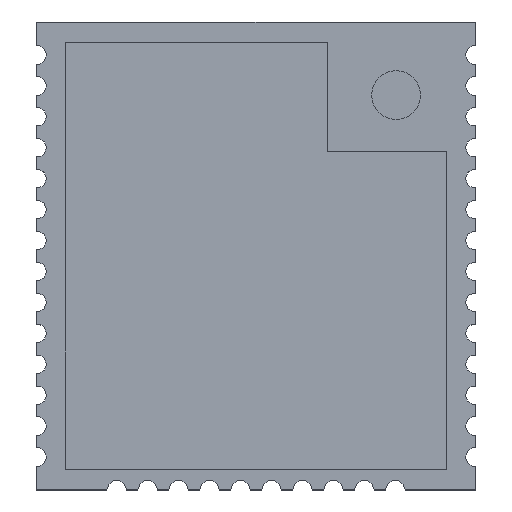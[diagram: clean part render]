
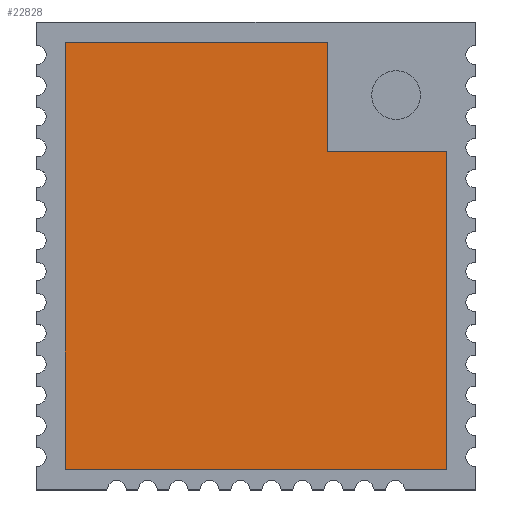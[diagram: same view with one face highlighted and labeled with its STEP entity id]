
A CAD part, top view. The second image highlights one B-rep face of the part: STEP entity #22828.
In plain terms, the highlighted planar face has unit normal (0, 0, 1).
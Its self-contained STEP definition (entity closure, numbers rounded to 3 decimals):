
#9897 = PLANE('',#9898);
#9898 = AXIS2_PLACEMENT_3D('',#9899,#9900,#9901);
#9899 = CARTESIAN_POINT('',(-7.825,-8.75,0.6));
#9900 = DIRECTION('',(0.,1.,0.));
#9901 = DIRECTION('',(0.,0.,1.));
#9923 = PLANE('',#9924);
#9924 = AXIS2_PLACEMENT_3D('',#9925,#9926,#9927);
#9925 = CARTESIAN_POINT('',(-7.825,-8.75,0.6));
#9926 = DIRECTION('',(1.,0.,0.));
#9927 = DIRECTION('',(0.,0.,1.));
#9949 = PLANE('',#9950);
#9950 = AXIS2_PLACEMENT_3D('',#9951,#9952,#9953);
#9951 = CARTESIAN_POINT('',(-7.825,8.75,0.6));
#9952 = DIRECTION('',(0.,1.,0.));
#9953 = DIRECTION('',(0.,0.,1.));
#9975 = PLANE('',#9976);
#9976 = AXIS2_PLACEMENT_3D('',#9977,#9978,#9979);
#9977 = CARTESIAN_POINT('',(2.925,4.3,0.7));
#9978 = DIRECTION('',(1.,0.,0.));
#9979 = DIRECTION('',(0.,0.,1.));
#10001 = PLANE('',#10002);
#10002 = AXIS2_PLACEMENT_3D('',#10003,#10004,#10005);
#10003 = CARTESIAN_POINT('',(2.925,4.3,0.7));
#10004 = DIRECTION('',(0.,1.,0.));
#10005 = DIRECTION('',(0.,0.,1.));
#10025 = PLANE('',#10026);
#10026 = AXIS2_PLACEMENT_3D('',#10027,#10028,#10029);
#10027 = CARTESIAN_POINT('',(7.825,-8.75,0.6));
#10028 = DIRECTION('',(1.,0.,0.));
#10029 = DIRECTION('',(0.,0.,1.));
#22279 = VERTEX_POINT('',#22280);
#22280 = CARTESIAN_POINT('',(7.825,-8.75,3.2));
#22303 = VERTEX_POINT('',#22304);
#22304 = CARTESIAN_POINT('',(-7.825,-8.75,3.2));
#22325 = EDGE_CURVE('',#22303,#22279,#22326,.T.);
#22326 = SURFACE_CURVE('',#22327,(#22331,#22338),.PCURVE_S1.);
#22327 = LINE('',#22328,#22329);
#22328 = CARTESIAN_POINT('',(-7.825,-8.75,3.2));
#22329 = VECTOR('',#22330,1.);
#22330 = DIRECTION('',(1.,0.,0.));
#22331 = PCURVE('',#9897,#22332);
#22332 = DEFINITIONAL_REPRESENTATION('',(#22333),#22337);
#22333 = LINE('',#22334,#22335);
#22334 = CARTESIAN_POINT('',(2.6,0.));
#22335 = VECTOR('',#22336,1.);
#22336 = DIRECTION('',(0.,1.));
#22337 = ( GEOMETRIC_REPRESENTATION_CONTEXT(2) 
PARAMETRIC_REPRESENTATION_CONTEXT() REPRESENTATION_CONTEXT('2D SPACE',''
  ) );
#22338 = PCURVE('',#22339,#22344);
#22339 = PLANE('',#22340);
#22340 = AXIS2_PLACEMENT_3D('',#22341,#22342,#22343);
#22341 = CARTESIAN_POINT('',(-7.825,-8.75,3.2));
#22342 = DIRECTION('',(0.,0.,1.));
#22343 = DIRECTION('',(1.,0.,0.));
#22344 = DEFINITIONAL_REPRESENTATION('',(#22345),#22349);
#22345 = LINE('',#22346,#22347);
#22346 = CARTESIAN_POINT('',(0.,0.));
#22347 = VECTOR('',#22348,1.);
#22348 = DIRECTION('',(1.,0.));
#22349 = ( GEOMETRIC_REPRESENTATION_CONTEXT(2) 
PARAMETRIC_REPRESENTATION_CONTEXT() REPRESENTATION_CONTEXT('2D SPACE',''
  ) );
#22354 = EDGE_CURVE('',#22279,#22355,#22357,.T.);
#22355 = VERTEX_POINT('',#22356);
#22356 = CARTESIAN_POINT('',(7.825,4.3,3.2));
#22357 = SURFACE_CURVE('',#22358,(#22362,#22369),.PCURVE_S1.);
#22358 = LINE('',#22359,#22360);
#22359 = CARTESIAN_POINT('',(7.825,-8.75,3.2));
#22360 = VECTOR('',#22361,1.);
#22361 = DIRECTION('',(0.,1.,0.));
#22362 = PCURVE('',#10025,#22363);
#22363 = DEFINITIONAL_REPRESENTATION('',(#22364),#22368);
#22364 = LINE('',#22365,#22366);
#22365 = CARTESIAN_POINT('',(2.6,0.));
#22366 = VECTOR('',#22367,1.);
#22367 = DIRECTION('',(0.,-1.));
#22368 = ( GEOMETRIC_REPRESENTATION_CONTEXT(2) 
PARAMETRIC_REPRESENTATION_CONTEXT() REPRESENTATION_CONTEXT('2D SPACE',''
  ) );
#22369 = PCURVE('',#22339,#22370);
#22370 = DEFINITIONAL_REPRESENTATION('',(#22371),#22375);
#22371 = LINE('',#22372,#22373);
#22372 = CARTESIAN_POINT('',(15.65,0.));
#22373 = VECTOR('',#22374,1.);
#22374 = DIRECTION('',(0.,1.));
#22375 = ( GEOMETRIC_REPRESENTATION_CONTEXT(2) 
PARAMETRIC_REPRESENTATION_CONTEXT() REPRESENTATION_CONTEXT('2D SPACE',''
  ) );
#22403 = VERTEX_POINT('',#22404);
#22404 = CARTESIAN_POINT('',(2.925,4.3,3.2));
#22425 = EDGE_CURVE('',#22355,#22403,#22426,.T.);
#22426 = SURFACE_CURVE('',#22427,(#22431,#22437),.PCURVE_S1.);
#22427 = LINE('',#22428,#22429);
#22428 = CARTESIAN_POINT('',(-2.45,4.3,3.2));
#22429 = VECTOR('',#22430,1.);
#22430 = DIRECTION('',(-1.,0.,0.));
#22431 = PCURVE('',#10001,#22432);
#22432 = DEFINITIONAL_REPRESENTATION('',(#22433),#22436);
#22433 = B_SPLINE_CURVE_WITH_KNOTS('',1,(#22434,#22435),.UNSPECIFIED.,
  .F.,.F.,(2,2),(-10.787,-4.883),.PIECEWISE_BEZIER_KNOTS.);
#22434 = CARTESIAN_POINT('',(2.5,5.412));
#22435 = CARTESIAN_POINT('',(2.5,-0.492));
#22436 = ( GEOMETRIC_REPRESENTATION_CONTEXT(2) 
PARAMETRIC_REPRESENTATION_CONTEXT() REPRESENTATION_CONTEXT('2D SPACE',''
  ) );
#22437 = PCURVE('',#22339,#22438);
#22438 = DEFINITIONAL_REPRESENTATION('',(#22439),#22442);
#22439 = B_SPLINE_CURVE_WITH_KNOTS('',1,(#22440,#22441),.UNSPECIFIED.,
  .F.,.F.,(2,2),(-10.787,-4.883),.PIECEWISE_BEZIER_KNOTS.);
#22440 = CARTESIAN_POINT('',(16.162,13.05));
#22441 = CARTESIAN_POINT('',(10.258,13.05));
#22442 = ( GEOMETRIC_REPRESENTATION_CONTEXT(2) 
PARAMETRIC_REPRESENTATION_CONTEXT() REPRESENTATION_CONTEXT('2D SPACE',''
  ) );
#22451 = VERTEX_POINT('',#22452);
#22452 = CARTESIAN_POINT('',(2.925,8.75,3.2));
#22471 = EDGE_CURVE('',#22403,#22451,#22472,.T.);
#22472 = SURFACE_CURVE('',#22473,(#22477,#22483),.PCURVE_S1.);
#22473 = LINE('',#22474,#22475);
#22474 = CARTESIAN_POINT('',(2.925,-2.225,3.2));
#22475 = VECTOR('',#22476,1.);
#22476 = DIRECTION('',(0.,1.,0.));
#22477 = PCURVE('',#9975,#22478);
#22478 = DEFINITIONAL_REPRESENTATION('',(#22479),#22482);
#22479 = B_SPLINE_CURVE_WITH_KNOTS('',1,(#22480,#22481),.UNSPECIFIED.,
  .F.,.F.,(2,2),(6.078,11.442),.PIECEWISE_BEZIER_KNOTS.);
#22480 = CARTESIAN_POINT('',(2.5,0.447));
#22481 = CARTESIAN_POINT('',(2.5,-4.917));
#22482 = ( GEOMETRIC_REPRESENTATION_CONTEXT(2) 
PARAMETRIC_REPRESENTATION_CONTEXT() REPRESENTATION_CONTEXT('2D SPACE',''
  ) );
#22483 = PCURVE('',#22339,#22484);
#22484 = DEFINITIONAL_REPRESENTATION('',(#22485),#22488);
#22485 = B_SPLINE_CURVE_WITH_KNOTS('',1,(#22486,#22487),.UNSPECIFIED.,
  .F.,.F.,(2,2),(6.078,11.442),.PIECEWISE_BEZIER_KNOTS.);
#22486 = CARTESIAN_POINT('',(10.75,12.603));
#22487 = CARTESIAN_POINT('',(10.75,17.967));
#22488 = ( GEOMETRIC_REPRESENTATION_CONTEXT(2) 
PARAMETRIC_REPRESENTATION_CONTEXT() REPRESENTATION_CONTEXT('2D SPACE',''
  ) );
#22495 = VERTEX_POINT('',#22496);
#22496 = CARTESIAN_POINT('',(-7.825,8.75,3.2));
#22517 = EDGE_CURVE('',#22495,#22451,#22518,.T.);
#22518 = SURFACE_CURVE('',#22519,(#22523,#22530),.PCURVE_S1.);
#22519 = LINE('',#22520,#22521);
#22520 = CARTESIAN_POINT('',(-7.825,8.75,3.2));
#22521 = VECTOR('',#22522,1.);
#22522 = DIRECTION('',(1.,0.,0.));
#22523 = PCURVE('',#9949,#22524);
#22524 = DEFINITIONAL_REPRESENTATION('',(#22525),#22529);
#22525 = LINE('',#22526,#22527);
#22526 = CARTESIAN_POINT('',(2.6,0.));
#22527 = VECTOR('',#22528,1.);
#22528 = DIRECTION('',(0.,1.));
#22529 = ( GEOMETRIC_REPRESENTATION_CONTEXT(2) 
PARAMETRIC_REPRESENTATION_CONTEXT() REPRESENTATION_CONTEXT('2D SPACE',''
  ) );
#22530 = PCURVE('',#22339,#22531);
#22531 = DEFINITIONAL_REPRESENTATION('',(#22532),#22536);
#22532 = LINE('',#22533,#22534);
#22533 = CARTESIAN_POINT('',(0.,17.5));
#22534 = VECTOR('',#22535,1.);
#22535 = DIRECTION('',(1.,0.));
#22536 = ( GEOMETRIC_REPRESENTATION_CONTEXT(2) 
PARAMETRIC_REPRESENTATION_CONTEXT() REPRESENTATION_CONTEXT('2D SPACE',''
  ) );
#22545 = EDGE_CURVE('',#22303,#22495,#22546,.T.);
#22546 = SURFACE_CURVE('',#22547,(#22551,#22558),.PCURVE_S1.);
#22547 = LINE('',#22548,#22549);
#22548 = CARTESIAN_POINT('',(-7.825,-8.75,3.2));
#22549 = VECTOR('',#22550,1.);
#22550 = DIRECTION('',(0.,1.,0.));
#22551 = PCURVE('',#9923,#22552);
#22552 = DEFINITIONAL_REPRESENTATION('',(#22553),#22557);
#22553 = LINE('',#22554,#22555);
#22554 = CARTESIAN_POINT('',(2.6,0.));
#22555 = VECTOR('',#22556,1.);
#22556 = DIRECTION('',(0.,-1.));
#22557 = ( GEOMETRIC_REPRESENTATION_CONTEXT(2) 
PARAMETRIC_REPRESENTATION_CONTEXT() REPRESENTATION_CONTEXT('2D SPACE',''
  ) );
#22558 = PCURVE('',#22339,#22559);
#22559 = DEFINITIONAL_REPRESENTATION('',(#22560),#22564);
#22560 = LINE('',#22561,#22562);
#22561 = CARTESIAN_POINT('',(0.,0.));
#22562 = VECTOR('',#22563,1.);
#22563 = DIRECTION('',(0.,1.));
#22564 = ( GEOMETRIC_REPRESENTATION_CONTEXT(2) 
PARAMETRIC_REPRESENTATION_CONTEXT() REPRESENTATION_CONTEXT('2D SPACE',''
  ) );
#22828 = ADVANCED_FACE('',(#22829),#22339,.T.);
#22829 = FACE_BOUND('',#22830,.T.);
#22830 = EDGE_LOOP('',(#22831,#22832,#22833,#22834,#22835,#22836));
#22831 = ORIENTED_EDGE('',*,*,#22517,.F.);
#22832 = ORIENTED_EDGE('',*,*,#22545,.F.);
#22833 = ORIENTED_EDGE('',*,*,#22325,.T.);
#22834 = ORIENTED_EDGE('',*,*,#22354,.T.);
#22835 = ORIENTED_EDGE('',*,*,#22425,.T.);
#22836 = ORIENTED_EDGE('',*,*,#22471,.T.);
